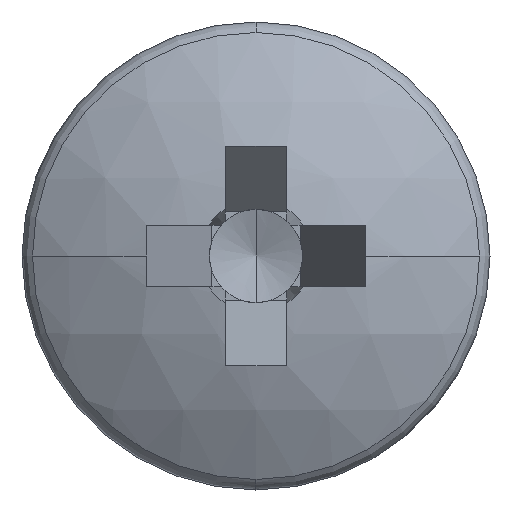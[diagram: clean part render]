
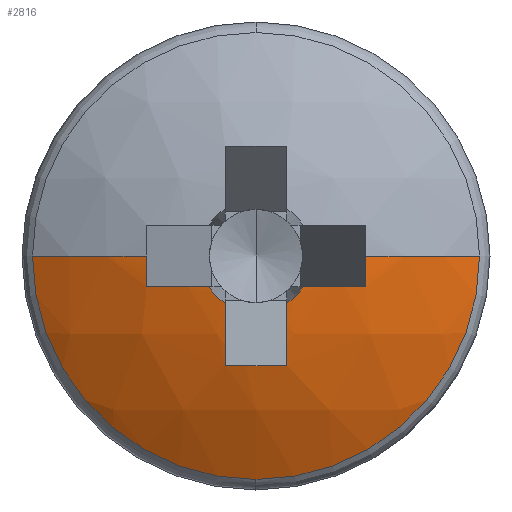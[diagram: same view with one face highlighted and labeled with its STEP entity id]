
A CAD part, left-side view. The second image highlights one B-rep face of the part: STEP entity #2816.
In plain terms, the highlighted spherical face has radius 5 mm.
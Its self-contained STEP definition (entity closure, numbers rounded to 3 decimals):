
#20 = EDGE_CURVE ( 'NONE', #975, #4677, #510, .T. ) ;
#159 = DIRECTION ( 'NONE',  ( 0., 0., 1. ) ) ;
#170 = DIRECTION ( 'NONE',  ( 0., 0., -1. ) ) ;
#180 = ORIENTED_EDGE ( 'NONE', *, *, #690, .F. ) ;
#182 = AXIS2_PLACEMENT_3D ( 'NONE', #4583, #3461, #4220 ) ;
#265 = CIRCLE ( 'NONE', #1073, 2.674 ) ;
#326 = ORIENTED_EDGE ( 'NONE', *, *, #781, .F. ) ;
#366 = DIRECTION ( 'NONE',  ( -1., 0., 0. ) ) ;
#386 = EDGE_CURVE ( 'NONE', #1468, #4263, #265, .T. ) ;
#418 = CIRCLE ( 'NONE', #1755, 0.675 ) ;
#426 = EDGE_LOOP ( 'NONE', ( #3573, #1528, #4199, #1900, #180, #1342, #1899, #1161, #2932, #3790, #326, #3737, #1055 ) ) ;
#435 = DIRECTION ( 'NONE',  ( -0.895, 0.446, 0. ) ) ;
#510 = CIRCLE ( 'NONE', #2708, 4.986 ) ;
#513 = CARTESIAN_POINT ( 'NONE',  ( 0.046, 0.565, -0.37 ) ) ;
#690 = EDGE_CURVE ( 'NONE', #4309, #3638, #2125, .T. ) ;
#699 = AXIS2_PLACEMENT_3D ( 'NONE', #3589, #2818, #950 ) ;
#751 = EDGE_CURVE ( 'NONE', #2027, #3638, #3726, .T. ) ;
#781 = EDGE_CURVE ( 'NONE', #3264, #1158, #1945, .T. ) ;
#785 = EDGE_CURVE ( 'NONE', #4263, #2027, #1714, .T. ) ;
#799 = CARTESIAN_POINT ( 'NONE',  ( 0.175, 1.313, 0. ) ) ;
#803 = SPHERICAL_SURFACE ( 'NONE', #3633, 5. ) ;
#937 = EDGE_CURVE ( 'NONE', #3182, #1830, #1763, .T. ) ;
#947 = DIRECTION ( 'NONE',  ( -1., 0., 0. ) ) ;
#950 = DIRECTION ( 'NONE',  ( 0.895, 0.446, 0. ) ) ;
#975 = VERTEX_POINT ( 'NONE', #3326 ) ;
#1055 = ORIENTED_EDGE ( 'NONE', *, *, #2822, .F. ) ;
#1073 = AXIS2_PLACEMENT_3D ( 'NONE', #1450, #366, #2656 ) ;
#1078 = DIRECTION ( 'NONE',  ( 0., -1., 0. ) ) ;
#1158 = VERTEX_POINT ( 'NONE', #513 ) ;
#1161 = ORIENTED_EDGE ( 'NONE', *, *, #4288, .T. ) ;
#1267 = CARTESIAN_POINT ( 'NONE',  ( 0.775, 2.674, 0. ) ) ;
#1326 = CARTESIAN_POINT ( 'NONE',  ( 0.188, 1.306, -0.37 ) ) ;
#1342 = ORIENTED_EDGE ( 'NONE', *, *, #3295, .F. ) ;
#1373 = CIRCLE ( 'NONE', #1660, 0.675 ) ;
#1383 = DIRECTION ( 'NONE',  ( 0., 0., -1. ) ) ;
#1440 = VERTEX_POINT ( 'NONE', #799 ) ;
#1450 = CARTESIAN_POINT ( 'NONE',  ( 0.775, 0., 0. ) ) ;
#1459 = CARTESIAN_POINT ( 'NONE',  ( 5., 0., 0. ) ) ;
#1468 = VERTEX_POINT ( 'NONE', #3149 ) ;
#1489 = EDGE_CURVE ( 'NONE', #3034, #1468, #4810, .T. ) ;
#1517 = CARTESIAN_POINT ( 'NONE',  ( 5., 0., 0. ) ) ;
#1528 = ORIENTED_EDGE ( 'NONE', *, *, #386, .T. ) ;
#1644 = CARTESIAN_POINT ( 'NONE',  ( 0.188, -1.306, -0.37 ) ) ;
#1660 = AXIS2_PLACEMENT_3D ( 'NONE', #3288, #3757, #170 ) ;
#1665 = CARTESIAN_POINT ( 'NONE',  ( 0.046, 0., 0. ) ) ;
#1714 = CIRCLE ( 'NONE', #3776, 5. ) ;
#1737 = CARTESIAN_POINT ( 'NONE',  ( 5., 0., -0.37 ) ) ;
#1752 = DIRECTION ( 'NONE',  ( 1., 0., 0. ) ) ;
#1755 = AXIS2_PLACEMENT_3D ( 'NONE', #1665, #947, #3907 ) ;
#1763 = CIRCLE ( 'NONE', #4115, 4.986 ) ;
#1830 = VERTEX_POINT ( 'NONE', #4113 ) ;
#1863 = AXIS2_PLACEMENT_3D ( 'NONE', #4322, #4075, #4059 ) ;
#1899 = ORIENTED_EDGE ( 'NONE', *, *, #20, .F. ) ;
#1900 = ORIENTED_EDGE ( 'NONE', *, *, #751, .T. ) ;
#1905 = DIRECTION ( 'NONE',  ( 0., 0., -1. ) ) ;
#1945 = CIRCLE ( 'NONE', #2395, 4.986 ) ;
#2027 = VERTEX_POINT ( 'NONE', #2564 ) ;
#2039 = CARTESIAN_POINT ( 'NONE',  ( 0.775, -2.674, 0. ) ) ;
#2081 = DIRECTION ( 'NONE',  ( 0., 0., -1. ) ) ;
#2116 = DIRECTION ( 'NONE',  ( 0., 0., 1. ) ) ;
#2125 = CIRCLE ( 'NONE', #2552, 4.986 ) ;
#2196 = CARTESIAN_POINT ( 'NONE',  ( 5., 0.37, 0. ) ) ;
#2331 = CARTESIAN_POINT ( 'NONE',  ( 0.046, 0.37, -0.565 ) ) ;
#2364 = DIRECTION ( 'NONE',  ( 1., 0., 0. ) ) ;
#2378 = DIRECTION ( 'NONE',  ( 0., 1., 0. ) ) ;
#2395 = AXIS2_PLACEMENT_3D ( 'NONE', #1737, #2116, #1752 ) ;
#2552 = AXIS2_PLACEMENT_3D ( 'NONE', #4698, #4685, #4333 ) ;
#2564 = CARTESIAN_POINT ( 'NONE',  ( 0.175, -1.313, 0. ) ) ;
#2611 = CARTESIAN_POINT ( 'NONE',  ( 0.046, -0.565, -0.37 ) ) ;
#2656 = DIRECTION ( 'NONE',  ( 0., 0., 1. ) ) ;
#2702 = DIRECTION ( 'NONE',  ( 0.446, 0.895, 0. ) ) ;
#2708 = AXIS2_PLACEMENT_3D ( 'NONE', #3861, #2378, #159 ) ;
#2816 = ADVANCED_FACE ( 'NONE', ( #3311 ), #803, .T. ) ;
#2818 = DIRECTION ( 'NONE',  ( 0.446, -0.895, 0. ) ) ;
#2822 = EDGE_CURVE ( 'NONE', #3034, #1440, #4511, .T. ) ;
#2878 = CARTESIAN_POINT ( 'NONE',  ( 5., 0., 0. ) ) ;
#2932 = ORIENTED_EDGE ( 'NONE', *, *, #937, .F. ) ;
#3027 = DIRECTION ( 'NONE',  ( 0., 1., 0. ) ) ;
#3034 = VERTEX_POINT ( 'NONE', #1267 ) ;
#3119 = EDGE_CURVE ( 'NONE', #1158, #3182, #1373, .T. ) ;
#3149 = CARTESIAN_POINT ( 'NONE',  ( 0.775, 0., -2.674 ) ) ;
#3161 = CARTESIAN_POINT ( 'NONE',  ( 0.046, -0.37, -0.565 ) ) ;
#3182 = VERTEX_POINT ( 'NONE', #2331 ) ;
#3232 = DIRECTION ( 'NONE',  ( 0., 1., 0. ) ) ;
#3245 = AXIS2_PLACEMENT_3D ( 'NONE', #1459, #4547, #2364 ) ;
#3264 = VERTEX_POINT ( 'NONE', #1326 ) ;
#3288 = CARTESIAN_POINT ( 'NONE',  ( 0.046, 0., 0. ) ) ;
#3295 = EDGE_CURVE ( 'NONE', #4677, #4309, #418, .T. ) ;
#3311 = FACE_OUTER_BOUND ( 'NONE', #426, .T. ) ;
#3326 = CARTESIAN_POINT ( 'NONE',  ( 0.188, -0.37, -1.306 ) ) ;
#3356 = CIRCLE ( 'NONE', #4678, 4.903 ) ;
#3461 = DIRECTION ( 'NONE',  ( -1., 0., 0. ) ) ;
#3573 = ORIENTED_EDGE ( 'NONE', *, *, #1489, .T. ) ;
#3589 = CARTESIAN_POINT ( 'NONE',  ( 4.564, 0.875, 0. ) ) ;
#3633 = AXIS2_PLACEMENT_3D ( 'NONE', #1517, #1905, #3027 ) ;
#3638 = VERTEX_POINT ( 'NONE', #1644 ) ;
#3726 = CIRCLE ( 'NONE', #699, 4.903 ) ;
#3732 = CARTESIAN_POINT ( 'NONE',  ( 4.564, -0.875, 0. ) ) ;
#3737 = ORIENTED_EDGE ( 'NONE', *, *, #4448, .T. ) ;
#3757 = DIRECTION ( 'NONE',  ( -1., 0., 0. ) ) ;
#3776 = AXIS2_PLACEMENT_3D ( 'NONE', #2878, #2081, #3232 ) ;
#3790 = ORIENTED_EDGE ( 'NONE', *, *, #3119, .F. ) ;
#3816 = CIRCLE ( 'NONE', #1863, 4.903 ) ;
#3861 = CARTESIAN_POINT ( 'NONE',  ( 5., -0.37, 0. ) ) ;
#3907 = DIRECTION ( 'NONE',  ( 0., 0., -1. ) ) ;
#4059 = DIRECTION ( 'NONE',  ( -0.895, 0., -0.446 ) ) ;
#4075 = DIRECTION ( 'NONE',  ( 0.446, 0., -0.895 ) ) ;
#4113 = CARTESIAN_POINT ( 'NONE',  ( 0.188, 0.37, -1.306 ) ) ;
#4115 = AXIS2_PLACEMENT_3D ( 'NONE', #2196, #1078, #1383 ) ;
#4199 = ORIENTED_EDGE ( 'NONE', *, *, #785, .T. ) ;
#4220 = DIRECTION ( 'NONE',  ( 0., 0., 1. ) ) ;
#4263 = VERTEX_POINT ( 'NONE', #2039 ) ;
#4288 = EDGE_CURVE ( 'NONE', #975, #1830, #3816, .T. ) ;
#4309 = VERTEX_POINT ( 'NONE', #2611 ) ;
#4322 = CARTESIAN_POINT ( 'NONE',  ( 4.564, 0., 0.875 ) ) ;
#4333 = DIRECTION ( 'NONE',  ( 1., 0., 0. ) ) ;
#4448 = EDGE_CURVE ( 'NONE', #3264, #1440, #3356, .T. ) ;
#4511 = CIRCLE ( 'NONE', #3245, 5. ) ;
#4547 = DIRECTION ( 'NONE',  ( 0., 0., 1. ) ) ;
#4583 = CARTESIAN_POINT ( 'NONE',  ( 0.775, 0., 0. ) ) ;
#4677 = VERTEX_POINT ( 'NONE', #3161 ) ;
#4678 = AXIS2_PLACEMENT_3D ( 'NONE', #3732, #2702, #435 ) ;
#4685 = DIRECTION ( 'NONE',  ( 0., 0., 1. ) ) ;
#4698 = CARTESIAN_POINT ( 'NONE',  ( 5., 0., -0.37 ) ) ;
#4810 = CIRCLE ( 'NONE', #182, 2.674 ) ;
